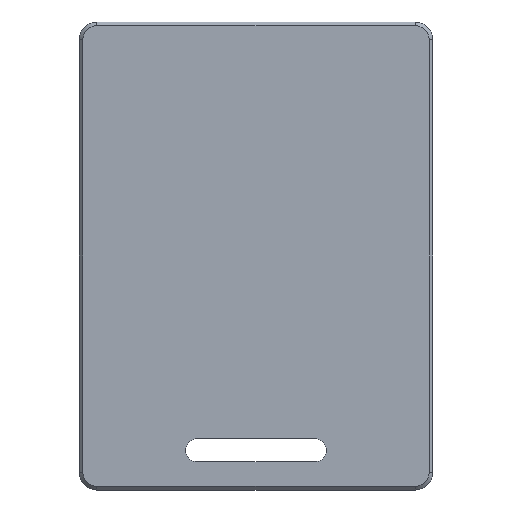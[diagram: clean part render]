
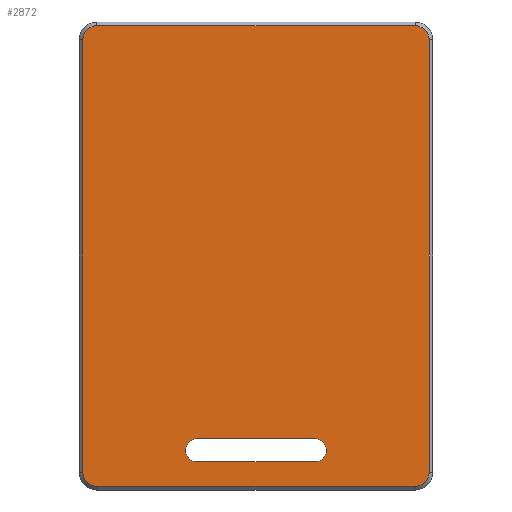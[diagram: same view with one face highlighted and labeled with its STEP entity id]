
A CAD part, front view. The second image highlights one B-rep face of the part: STEP entity #2872.
In plain terms, the highlighted planar face has unit normal (0, -1, 0).
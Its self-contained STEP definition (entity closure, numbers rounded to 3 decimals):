
#116=FACE_BOUND('',#541,.T.);
#211=CIRCLE('',#3138,1.5);
#213=CIRCLE('',#3142,1.5);
#215=CIRCLE('',#3146,1.5);
#217=CIRCLE('',#3150,1.5);
#221=CIRCLE('',#3159,1.25);
#222=CIRCLE('',#3160,1.25);
#354=FACE_OUTER_BOUND('',#540,.T.);
#540=EDGE_LOOP('',(#2443,#2444,#2445,#2446,#2447,#2448,#2449,#2450));
#541=EDGE_LOOP('',(#2451,#2452,#2453,#2454));
#792=LINE('',#4756,#1086);
#797=LINE('',#4770,#1091);
#801=LINE('',#4782,#1095);
#805=LINE('',#4794,#1099);
#814=LINE('',#4822,#1108);
#815=LINE('',#4825,#1109);
#1086=VECTOR('',#3827,10.);
#1091=VECTOR('',#3840,10.);
#1095=VECTOR('',#3852,10.);
#1099=VECTOR('',#3864,10.);
#1108=VECTOR('',#3895,10.);
#1109=VECTOR('',#3898,10.);
#1372=VERTEX_POINT('',#4753);
#1373=VERTEX_POINT('',#4755);
#1376=VERTEX_POINT('',#4762);
#1378=VERTEX_POINT('',#4768);
#1380=VERTEX_POINT('',#4774);
#1382=VERTEX_POINT('',#4780);
#1384=VERTEX_POINT('',#4786);
#1386=VERTEX_POINT('',#4792);
#1392=VERTEX_POINT('',#4818);
#1393=VERTEX_POINT('',#4819);
#1394=VERTEX_POINT('',#4821);
#1395=VERTEX_POINT('',#4823);
#1735=EDGE_CURVE('',#1372,#1373,#792,.T.);
#1739=EDGE_CURVE('',#1376,#1372,#211,.T.);
#1742=EDGE_CURVE('',#1378,#1376,#797,.T.);
#1745=EDGE_CURVE('',#1380,#1378,#213,.T.);
#1748=EDGE_CURVE('',#1382,#1380,#801,.T.);
#1751=EDGE_CURVE('',#1384,#1382,#215,.T.);
#1754=EDGE_CURVE('',#1386,#1384,#805,.T.);
#1756=EDGE_CURVE('',#1373,#1386,#217,.T.);
#1767=EDGE_CURVE('',#1392,#1393,#221,.T.);
#1768=EDGE_CURVE('',#1393,#1394,#814,.T.);
#1769=EDGE_CURVE('',#1394,#1395,#222,.T.);
#1770=EDGE_CURVE('',#1395,#1392,#815,.T.);
#2443=ORIENTED_EDGE('',*,*,#1735,.F.);
#2444=ORIENTED_EDGE('',*,*,#1739,.F.);
#2445=ORIENTED_EDGE('',*,*,#1742,.F.);
#2446=ORIENTED_EDGE('',*,*,#1745,.F.);
#2447=ORIENTED_EDGE('',*,*,#1748,.F.);
#2448=ORIENTED_EDGE('',*,*,#1751,.F.);
#2449=ORIENTED_EDGE('',*,*,#1754,.F.);
#2450=ORIENTED_EDGE('',*,*,#1756,.F.);
#2451=ORIENTED_EDGE('',*,*,#1767,.T.);
#2452=ORIENTED_EDGE('',*,*,#1768,.T.);
#2453=ORIENTED_EDGE('',*,*,#1769,.T.);
#2454=ORIENTED_EDGE('',*,*,#1770,.T.);
#2718=PLANE('',#3158);
#2872=ADVANCED_FACE('',(#354,#116),#2718,.T.);
#3138=AXIS2_PLACEMENT_3D('',#4764,#3833,#3834);
#3142=AXIS2_PLACEMENT_3D('',#4776,#3845,#3846);
#3146=AXIS2_PLACEMENT_3D('',#4788,#3857,#3858);
#3150=AXIS2_PLACEMENT_3D('',#4797,#3868,#3869);
#3158=AXIS2_PLACEMENT_3D('',#4817,#3891,#3892);
#3159=AXIS2_PLACEMENT_3D('',#4820,#3893,#3894);
#3160=AXIS2_PLACEMENT_3D('',#4824,#3896,#3897);
#3827=DIRECTION('',(-1.,0.,0.));
#3833=DIRECTION('center_axis',(0.,1.,0.));
#3834=DIRECTION('ref_axis',(0.,0.,-1.));
#3840=DIRECTION('',(0.,0.,-1.));
#3845=DIRECTION('center_axis',(0.,1.,0.));
#3846=DIRECTION('ref_axis',(1.,0.,0.));
#3852=DIRECTION('',(1.,0.,0.));
#3857=DIRECTION('center_axis',(0.,1.,0.));
#3858=DIRECTION('ref_axis',(0.,0.,1.));
#3864=DIRECTION('',(0.,0.,1.));
#3868=DIRECTION('center_axis',(0.,1.,0.));
#3869=DIRECTION('ref_axis',(-1.,0.,0.));
#3891=DIRECTION('center_axis',(0.,-1.,0.));
#3892=DIRECTION('ref_axis',(1.,0.,0.));
#3893=DIRECTION('center_axis',(0.,1.,0.));
#3894=DIRECTION('ref_axis',(0.,0.,-1.));
#3895=DIRECTION('',(-1.,0.,0.));
#3896=DIRECTION('center_axis',(0.,1.,0.));
#3897=DIRECTION('ref_axis',(0.,0.,1.));
#3898=DIRECTION('',(1.,0.,0.));
#4753=CARTESIAN_POINT('',(17.,-6.8,-24.6));
#4755=CARTESIAN_POINT('',(-17.,-6.8,-24.6));
#4756=CARTESIAN_POINT('',(-8.5,-6.8,-24.6));
#4762=CARTESIAN_POINT('',(18.5,-6.8,-23.1));
#4764=CARTESIAN_POINT('Origin',(17.,-6.8,-23.1));
#4768=CARTESIAN_POINT('',(18.5,-6.8,23.1));
#4770=CARTESIAN_POINT('',(18.5,-6.8,-11.55));
#4774=CARTESIAN_POINT('',(17.,-6.8,24.6));
#4776=CARTESIAN_POINT('Origin',(17.,-6.8,23.1));
#4780=CARTESIAN_POINT('',(-17.,-6.8,24.6));
#4782=CARTESIAN_POINT('',(8.5,-6.8,24.6));
#4786=CARTESIAN_POINT('',(-18.5,-6.8,23.1));
#4788=CARTESIAN_POINT('Origin',(-17.,-6.8,23.1));
#4792=CARTESIAN_POINT('',(-18.5,-6.8,-23.1));
#4794=CARTESIAN_POINT('',(-18.5,-6.8,11.55));
#4797=CARTESIAN_POINT('Origin',(-17.,-6.8,-23.1));
#4817=CARTESIAN_POINT('Origin',(0.,-6.8,0.));
#4818=CARTESIAN_POINT('',(6.25,-6.8,-19.5));
#4819=CARTESIAN_POINT('',(6.25,-6.8,-22.));
#4820=CARTESIAN_POINT('Origin',(6.25,-6.8,-20.75));
#4821=CARTESIAN_POINT('',(-6.25,-6.8,-22.));
#4822=CARTESIAN_POINT('',(3.125,-6.8,-22.));
#4823=CARTESIAN_POINT('',(-6.25,-6.8,-19.5));
#4824=CARTESIAN_POINT('Origin',(-6.25,-6.8,-20.75));
#4825=CARTESIAN_POINT('',(-3.125,-6.8,-19.5));
